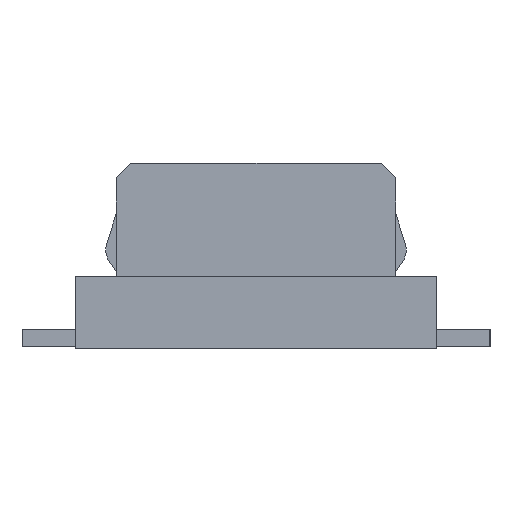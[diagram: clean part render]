
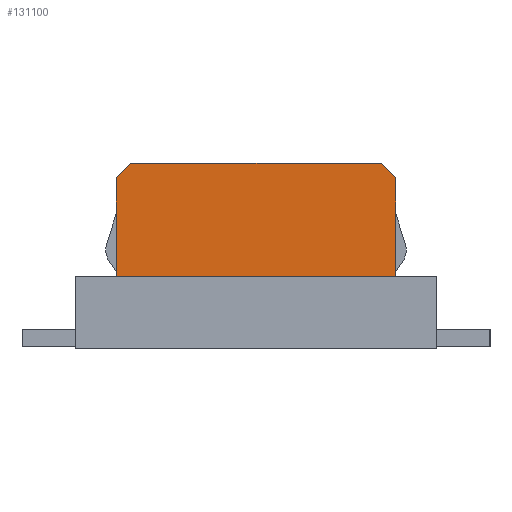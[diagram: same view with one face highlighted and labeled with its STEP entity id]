
A CAD part, left-side view. The second image highlights one B-rep face of the part: STEP entity #131100.
In plain terms, the highlighted planar face has unit normal (-1, 0, 0).
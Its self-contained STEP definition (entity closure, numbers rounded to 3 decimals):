
#4100=CARTESIAN_POINT('',(499.016,52.251,1.28));
#4110=VERTEX_POINT('',#4100);
#4140=CARTESIAN_POINT('',(499.016,51.016,1.28));
#4150=DIRECTION('',(0.,-1.,0.));
#4160=VECTOR('',#4150,1.);
#4170=LINE('',#4140,#4160);
#4180=CARTESIAN_POINT('',(499.016,53.981,1.28));
#4190=VERTEX_POINT('',#4180);
#4200=EDGE_CURVE('',#4190,#4110,#4170,.T.);
#104890=CARTESIAN_POINT('',(499.016,55.261,0.));
#104900=DIRECTION('',(0.,0.707,-0.707));
#104910=VECTOR('',#104900,1.);
#104920=LINE('',#104890,#104910);
#104930=CARTESIAN_POINT('',(499.016,54.081,1.18));
#104940=VERTEX_POINT('',#104930);
#104950=EDGE_CURVE('',#4190,#104940,#104920,.T.);
#129270=CARTESIAN_POINT('',(499.016,52.566,0.5));
#129280=DIRECTION('',(0.,0.,-1.));
#129290=VECTOR('',#129280,1.);
#129300=LINE('',#129270,#129290);
#129310=CARTESIAN_POINT('',(499.016,52.566,0.5));
#129320=VERTEX_POINT('',#129310);
#129330=CARTESIAN_POINT('',(499.016,52.566,0.));
#129340=VERTEX_POINT('',#129330);
#129350=EDGE_CURVE('',#129320,#129340,#129300,.T.);
#129960=CARTESIAN_POINT('',(499.016,53.666,0.5));
#129970=VERTEX_POINT('',#129960);
#130000=CARTESIAN_POINT('',(499.016,53.666,0.5));
#130010=DIRECTION('',(0.,0.,-1.));
#130020=VECTOR('',#130010,1.);
#130030=LINE('',#130000,#130020);
#130040=CARTESIAN_POINT('',(499.016,53.666,0.));
#130050=VERTEX_POINT('',#130040);
#130060=EDGE_CURVE('',#129970,#130050,#130030,.T.);
#130230=CARTESIAN_POINT('',(499.016,54.081,0.5));
#130240=DIRECTION('',(0.,-1.,0.));
#130250=VECTOR('',#130240,1.);
#130260=LINE('',#130230,#130250);
#130270=CARTESIAN_POINT('',(499.016,52.151,0.5));
#130280=VERTEX_POINT('',#130270);
#130290=EDGE_CURVE('',#129320,#130280,#130260,.T.);
#130600=CARTESIAN_POINT('',(499.016,54.081,0.5));
#130610=VERTEX_POINT('',#130600);
#130640=EDGE_CURVE('',#130610,#129970,#130260,.T.);
#130710=CARTESIAN_POINT('',(499.016,52.566,0.5));
#130720=DIRECTION('',(1.,0.,0.));
#130730=DIRECTION('',(0.,-1.,0.));
#130740=AXIS2_PLACEMENT_3D('',#130710,#130720,#130730);
#130750=PLANE('',#130740);
#130760=ORIENTED_EDGE('',*,*,#130060,.T.);
#130770=ORIENTED_EDGE('',*,*,#130640,.T.);
#130780=CARTESIAN_POINT('',(499.016,54.081,1.28));
#130790=DIRECTION('',(0.,0.,-1.));
#130800=VECTOR('',#130790,1.);
#130810=LINE('',#130780,#130800);
#130820=EDGE_CURVE('',#104940,#130610,#130810,.T.);
#130830=ORIENTED_EDGE('',*,*,#130820,.T.);
#130840=ORIENTED_EDGE('',*,*,#104950,.T.);
#130850=ORIENTED_EDGE('',*,*,#4200,.F.);
#130860=CARTESIAN_POINT('',(499.016,50.971,0.));
#130870=DIRECTION('',(0.,0.707,0.707));
#130880=VECTOR('',#130870,1.);
#130890=LINE('',#130860,#130880);
#130900=CARTESIAN_POINT('',(499.016,52.151,1.18));
#130910=VERTEX_POINT('',#130900);
#130920=EDGE_CURVE('',#130910,#4110,#130890,.T.);
#130930=ORIENTED_EDGE('',*,*,#130920,.T.);
#130940=CARTESIAN_POINT('',(499.016,52.151,1.28));
#130950=DIRECTION('',(0.,0.,-1.));
#130960=VECTOR('',#130950,1.);
#130970=LINE('',#130940,#130960);
#130980=EDGE_CURVE('',#130910,#130280,#130970,.T.);
#130990=ORIENTED_EDGE('',*,*,#130980,.F.);
#131000=ORIENTED_EDGE('',*,*,#130290,.T.);
#131010=ORIENTED_EDGE('',*,*,#129350,.F.);
#131020=CARTESIAN_POINT('',(499.016,51.016,0.));
#131030=DIRECTION('',(0.,-1.,0.));
#131040=VECTOR('',#131030,1.);
#131050=LINE('',#131020,#131040);
#131060=EDGE_CURVE('',#130050,#129340,#131050,.T.);
#131070=ORIENTED_EDGE('',*,*,#131060,.T.);
#131080=EDGE_LOOP('',(#131070,#131010,#131000,#130990,#130930,#130850,
#130840,#130830,#130770,#130760));
#131090=FACE_OUTER_BOUND('',#131080,.T.);
#131100=ADVANCED_FACE('',(#131090),#130750,.F.);
